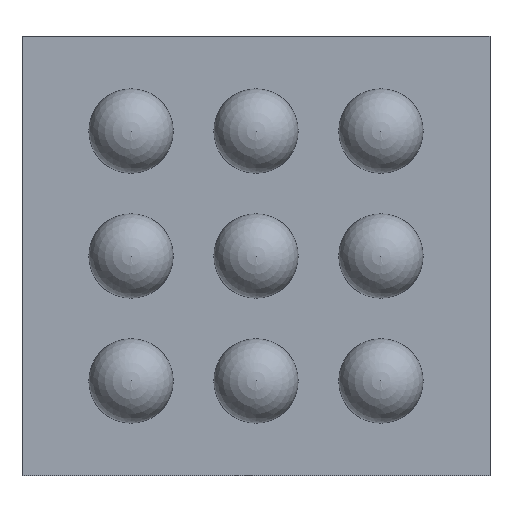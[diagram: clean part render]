
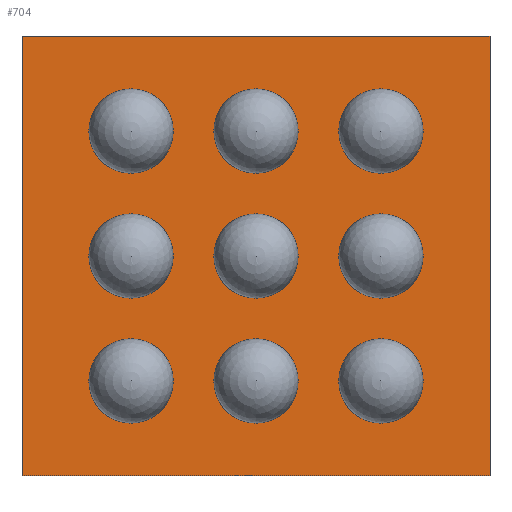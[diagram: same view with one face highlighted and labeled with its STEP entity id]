
A CAD part, front view. The second image highlights one B-rep face of the part: STEP entity #704.
In plain terms, the highlighted planar face has unit normal (0, -1, 0).
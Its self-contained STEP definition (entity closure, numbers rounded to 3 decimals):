
#9 = LINE ( 'NONE', #268, #913 ) ;
#13 = CARTESIAN_POINT ( 'NONE',  ( 0., 0.24, 0. ) ) ;
#14 = ORIENTED_EDGE ( 'NONE', *, *, #376, .F. ) ;
#20 = CARTESIAN_POINT ( 'NONE',  ( -0.749, 0.24, -0.703 ) ) ;
#28 = DIRECTION ( 'NONE',  ( 0., 0., 1. ) ) ;
#106 = VERTEX_POINT ( 'NONE', #723 ) ;
#119 = VERTEX_POINT ( 'NONE', #281 ) ;
#132 = VECTOR ( 'NONE', #338, 1000. ) ;
#147 = CARTESIAN_POINT ( 'NONE',  ( -0.749, 0.24, 0.703 ) ) ;
#167 = DIRECTION ( 'NONE',  ( -1., 0., 0. ) ) ;
#176 = EDGE_LOOP ( 'NONE', ( #14, #936, #941, #394 ) ) ;
#257 = CARTESIAN_POINT ( 'NONE',  ( -0.749, 0.24, 0.703 ) ) ;
#268 = CARTESIAN_POINT ( 'NONE',  ( -0.749, 0.24, 0.703 ) ) ;
#281 = CARTESIAN_POINT ( 'NONE',  ( 0.749, 0.24, 0.703 ) ) ;
#325 = EDGE_CURVE ( 'NONE', #106, #459, #880, .T. ) ;
#338 = DIRECTION ( 'NONE',  ( 0., 0., -1. ) ) ;
#376 = EDGE_CURVE ( 'NONE', #119, #106, #538, .T. ) ;
#394 = ORIENTED_EDGE ( 'NONE', *, *, #325, .F. ) ;
#400 = EDGE_CURVE ( 'NONE', #459, #816, #901, .T. ) ;
#459 = VERTEX_POINT ( 'NONE', #698 ) ;
#480 = CARTESIAN_POINT ( 'NONE',  ( 0.749, 0.24, 0.703 ) ) ;
#504 = VECTOR ( 'NONE', #28, 1000. ) ;
#525 = EDGE_CURVE ( 'NONE', #816, #119, #9, .T. ) ;
#538 = LINE ( 'NONE', #480, #132 ) ;
#576 = DIRECTION ( 'NONE',  ( 1., 0., 0. ) ) ;
#588 = PLANE ( 'NONE',  #800 ) ;
#678 = DIRECTION ( 'NONE',  ( 0., 0., -1. ) ) ;
#680 = VECTOR ( 'NONE', #167, 1000. ) ;
#698 = CARTESIAN_POINT ( 'NONE',  ( -0.749, 0.24, -0.703 ) ) ;
#704 = ADVANCED_FACE ( 'NONE', ( #786 ), #588, .T. ) ;
#723 = CARTESIAN_POINT ( 'NONE',  ( 0.749, 0.24, -0.703 ) ) ;
#736 = DIRECTION ( 'NONE',  ( 0., -1., 0. ) ) ;
#786 = FACE_OUTER_BOUND ( 'NONE', #176, .T. ) ;
#800 = AXIS2_PLACEMENT_3D ( 'NONE', #13, #736, #678 ) ;
#816 = VERTEX_POINT ( 'NONE', #147 ) ;
#880 = LINE ( 'NONE', #20, #680 ) ;
#901 = LINE ( 'NONE', #257, #504 ) ;
#913 = VECTOR ( 'NONE', #576, 1000. ) ;
#936 = ORIENTED_EDGE ( 'NONE', *, *, #525, .F. ) ;
#941 = ORIENTED_EDGE ( 'NONE', *, *, #400, .F. ) ;
